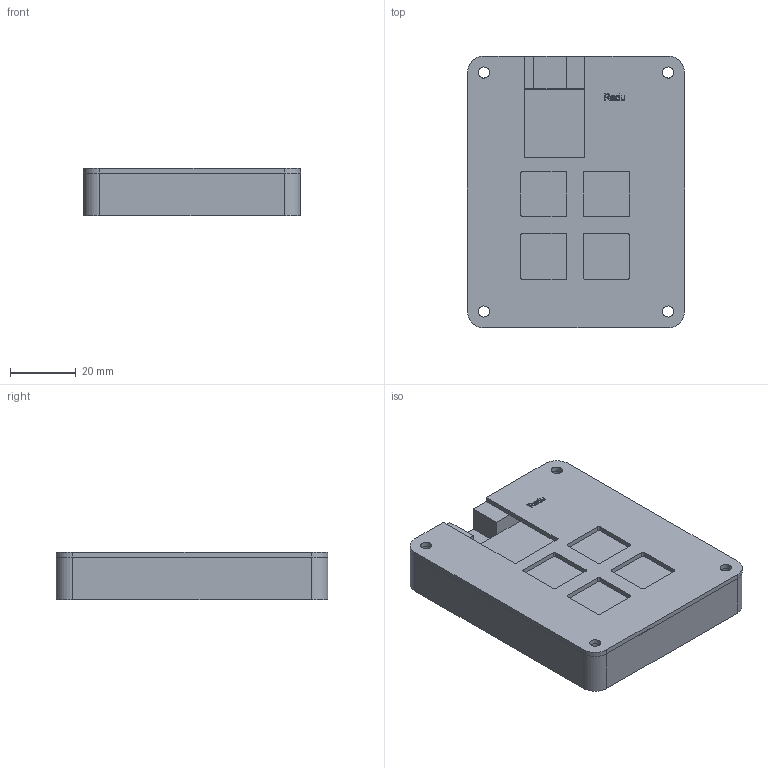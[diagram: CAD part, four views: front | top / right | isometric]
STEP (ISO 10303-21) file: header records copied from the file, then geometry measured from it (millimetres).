
FILE_DESCRIPTION(/* description */ (''),/* implementation_level */ '2;1');
FILE_NAME(/* name */ 'Assembled_HackClub_Case.step',/* time_stamp */ '2026-02-01T18:03:07+01:00',/* author */ (''),/* organization */ (''),/* preprocessor_version */ 'ST-DEVELOPER v20.1',/* originating_system */ 'Autodesk Translation Framework v14.24.0.0',/* authorisation */ '');
FILE_SCHEMA (('AUTOMOTIVE_DESIGN { 1 0 10303 214 3 1 1 }'));
Length unit declared in the file: millimetre
Products named in the file (5): 2026-02-01-17-42-13-331; 2026-02-01-14-36-01-171; 2026-02-01-15-59-33-740; 2026-02-01-16-34-01-297; 2026-02-01-17-54-41-109
Assembly tree (4 placements, depth 3):
  2026-02-01-17-42-13-331
    2026-02-01-14-36-01-171
      2026-02-01-15-59-33-740
    2026-02-01-16-34-01-297
    2026-02-01-17-54-41-109
Bounding box: 66.25 x 82.93 x 14.5 mm (x, y, z)
Volume: 52279.2 mm3; surface area: 32633.8 mm2
Topology: 6 solids, 6 shells, 197 faces, 543 edges, 362 vertices
Faces by surface type: plane 84, bspline 77, cylinder 36
Full cylindrical faces by diameter (mm): 3.4 x8, 6 x4
Entity records: 7202 total; most frequent: CARTESIAN_POINT 2421, ORIENTED_EDGE 1086, DIRECTION 721, EDGE_CURVE 543, VERTEX_POINT 362, LINE 317, VECTOR 317, EDGE_LOOP 233
